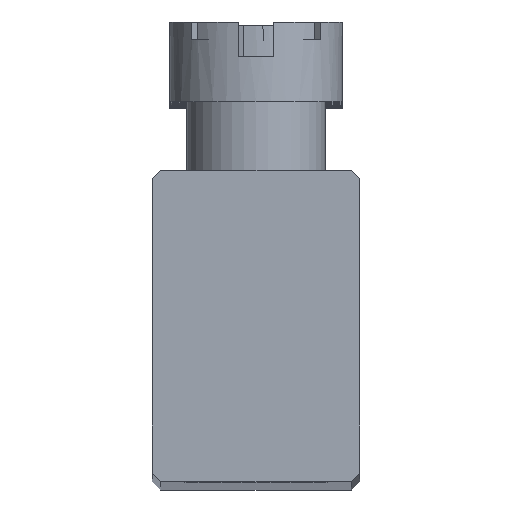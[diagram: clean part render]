
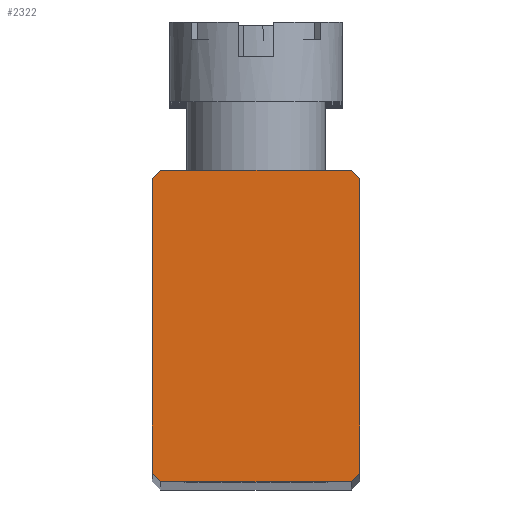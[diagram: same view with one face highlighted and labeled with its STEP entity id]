
A CAD part, top view. The second image highlights one B-rep face of the part: STEP entity #2322.
In plain terms, the highlighted planar face has unit normal (0, 0, 1).
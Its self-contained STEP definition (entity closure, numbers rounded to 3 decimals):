
#5 = VERTEX_POINT ( 'NONE', #887 ) ;
#14 = ORIENTED_EDGE ( 'NONE', *, *, #3363, .T. ) ;
#81 = LINE ( 'NONE', #2613, #7905 ) ;
#142 = EDGE_CURVE ( 'NONE', #7491, #741, #81, .T. ) ;
#193 = VERTEX_POINT ( 'NONE', #8628 ) ;
#298 = DIRECTION ( 'NONE',  ( -1., 0., 0. ) ) ;
#442 = VECTOR ( 'NONE', #6590, 1000. ) ;
#549 = DIRECTION ( 'NONE',  ( -0.707, -0.707, 0. ) ) ;
#570 = CARTESIAN_POINT ( 'NONE',  ( 3., 4.25, 69. ) ) ;
#741 = VERTEX_POINT ( 'NONE', #6320 ) ;
#887 = CARTESIAN_POINT ( 'NONE',  ( -2.75, -4.5, 69. ) ) ;
#1018 = DIRECTION ( 'NONE',  ( 1., 0., 0. ) ) ;
#1327 = LINE ( 'NONE', #9303, #3119 ) ;
#1361 = ORIENTED_EDGE ( 'NONE', *, *, #3325, .T. ) ;
#1563 = VERTEX_POINT ( 'NONE', #3223 ) ;
#1794 = VECTOR ( 'NONE', #549, 1000. ) ;
#1830 = EDGE_CURVE ( 'NONE', #5308, #193, #4271, .T. ) ;
#2322 = ADVANCED_FACE ( 'NONE', ( #5336 ), #3286, .T. ) ;
#2437 = EDGE_CURVE ( 'NONE', #1563, #4288, #5897, .T. ) ;
#2613 = CARTESIAN_POINT ( 'NONE',  ( -3., 4.5, 69. ) ) ;
#2804 = CARTESIAN_POINT ( 'NONE',  ( 3., 4.5, 69. ) ) ;
#2815 = CARTESIAN_POINT ( 'NONE',  ( -2.875, -4.375, 69. ) ) ;
#2851 = CARTESIAN_POINT ( 'NONE',  ( 2.75, 4.5, 69. ) ) ;
#3119 = VECTOR ( 'NONE', #3438, 1000. ) ;
#3124 = EDGE_CURVE ( 'NONE', #5, #5945, #1327, .T. ) ;
#3223 = CARTESIAN_POINT ( 'NONE',  ( 3., -4.25, 69. ) ) ;
#3286 = PLANE ( 'NONE',  #8838 ) ;
#3294 = EDGE_CURVE ( 'NONE', #193, #5, #6538, .T. ) ;
#3309 = EDGE_CURVE ( 'NONE', #5945, #1563, #4600, .T. ) ;
#3325 = EDGE_CURVE ( 'NONE', #4288, #7491, #6324, .T. ) ;
#3363 = EDGE_CURVE ( 'NONE', #741, #5308, #7988, .T. ) ;
#3438 = DIRECTION ( 'NONE',  ( 1., 0., 0. ) ) ;
#3655 = CARTESIAN_POINT ( 'NONE',  ( -7.375, -0.125, 69. ) ) ;
#4100 = CARTESIAN_POINT ( 'NONE',  ( -3., -4.5, 69. ) ) ;
#4271 = LINE ( 'NONE', #7644, #7907 ) ;
#4288 = VERTEX_POINT ( 'NONE', #570 ) ;
#4346 = VECTOR ( 'NONE', #8025, 1000. ) ;
#4600 = LINE ( 'NONE', #7303, #442 ) ;
#4876 = CARTESIAN_POINT ( 'NONE',  ( -3., 4.25, 69. ) ) ;
#5308 = VERTEX_POINT ( 'NONE', #4876 ) ;
#5336 = FACE_OUTER_BOUND ( 'NONE', #7443, .T. ) ;
#5445 = ORIENTED_EDGE ( 'NONE', *, *, #3294, .T. ) ;
#5626 = DIRECTION ( 'NONE',  ( 0., 0., 1. ) ) ;
#5691 = ORIENTED_EDGE ( 'NONE', *, *, #3124, .T. ) ;
#5897 = LINE ( 'NONE', #2804, #7782 ) ;
#5945 = VERTEX_POINT ( 'NONE', #6161 ) ;
#6105 = VECTOR ( 'NONE', #9452, 1000. ) ;
#6161 = CARTESIAN_POINT ( 'NONE',  ( 2.75, -4.5, 69. ) ) ;
#6320 = CARTESIAN_POINT ( 'NONE',  ( -2.75, 4.5, 69. ) ) ;
#6324 = LINE ( 'NONE', #8736, #6105 ) ;
#6538 = LINE ( 'NONE', #2815, #4346 ) ;
#6590 = DIRECTION ( 'NONE',  ( 0.707, 0.707, 0. ) ) ;
#6889 = ORIENTED_EDGE ( 'NONE', *, *, #1830, .T. ) ;
#7290 = DIRECTION ( 'NONE',  ( 0., 1., 0. ) ) ;
#7303 = CARTESIAN_POINT ( 'NONE',  ( -0.125, -7.375, 69. ) ) ;
#7443 = EDGE_LOOP ( 'NONE', ( #6889, #5445, #5691, #7786, #8701, #1361, #8417, #14 ) ) ;
#7491 = VERTEX_POINT ( 'NONE', #2851 ) ;
#7644 = CARTESIAN_POINT ( 'NONE',  ( -3., 4.5, 69. ) ) ;
#7782 = VECTOR ( 'NONE', #7290, 1000. ) ;
#7786 = ORIENTED_EDGE ( 'NONE', *, *, #3309, .T. ) ;
#7905 = VECTOR ( 'NONE', #298, 1000. ) ;
#7907 = VECTOR ( 'NONE', #9094, 1000. ) ;
#7988 = LINE ( 'NONE', #3655, #1794 ) ;
#8025 = DIRECTION ( 'NONE',  ( 0.707, -0.707, 0. ) ) ;
#8417 = ORIENTED_EDGE ( 'NONE', *, *, #142, .T. ) ;
#8628 = CARTESIAN_POINT ( 'NONE',  ( -3., -4.25, 69. ) ) ;
#8701 = ORIENTED_EDGE ( 'NONE', *, *, #2437, .T. ) ;
#8736 = CARTESIAN_POINT ( 'NONE',  ( 4.375, 2.875, 69. ) ) ;
#8838 = AXIS2_PLACEMENT_3D ( 'NONE', #4100, #5626, #1018 ) ;
#9094 = DIRECTION ( 'NONE',  ( 0., -1., 0. ) ) ;
#9303 = CARTESIAN_POINT ( 'NONE',  ( -3., -4.5, 69. ) ) ;
#9452 = DIRECTION ( 'NONE',  ( -0.707, 0.707, 0. ) ) ;
